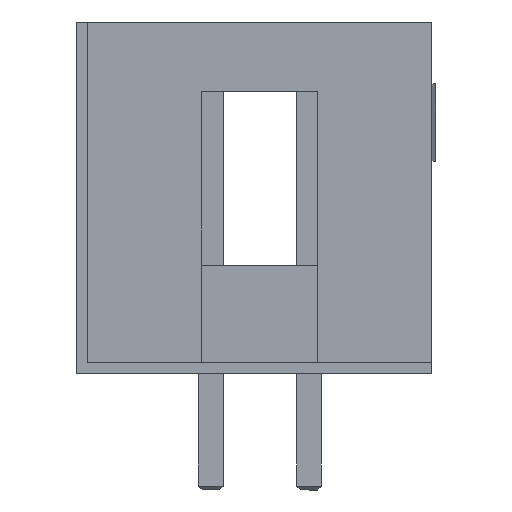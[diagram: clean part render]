
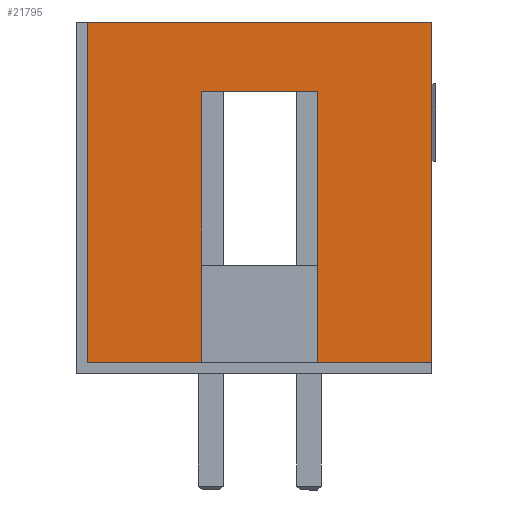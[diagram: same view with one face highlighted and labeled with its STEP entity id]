
A CAD part, left-side view. The second image highlights one B-rep face of the part: STEP entity #21795.
In plain terms, the highlighted planar face has unit normal (-1, 0, 0).
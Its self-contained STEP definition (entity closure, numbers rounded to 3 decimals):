
#836 = EDGE_CURVE ( 'NONE', #1829, #2617, #6269, .T. ) ;
#840 = EDGE_CURVE ( 'NONE', #2620, #1909, #6281, .T. ) ;
#867 = EDGE_CURVE ( 'NONE', #1833, #1910, #6362, .T. ) ;
#868 = EDGE_CURVE ( 'NONE', #2641, #2617, #6365, .T. ) ;
#869 = EDGE_CURVE ( 'NONE', #2642, #2620, #6368, .T. ) ;
#870 = EDGE_CURVE ( 'NONE', #2641, #2642, #6371, .T. ) ;
#1829 = VERTEX_POINT ( 'NONE', #7247 ) ;
#1833 = VERTEX_POINT ( 'NONE', #7251 ) ;
#1909 = VERTEX_POINT ( 'NONE', #7327 ) ;
#1910 = VERTEX_POINT ( 'NONE', #7328 ) ;
#2278 = ORIENTED_EDGE ( 'NONE', *, *, #18703, .F. ) ;
#2280 = ORIENTED_EDGE ( 'NONE', *, *, #868, .T. ) ;
#2281 = ORIENTED_EDGE ( 'NONE', *, *, #867, .T. ) ;
#2282 = ORIENTED_EDGE ( 'NONE', *, *, #836, .F. ) ;
#2283 = ORIENTED_EDGE ( 'NONE', *, *, #4154, .T. ) ;
#2284 = ORIENTED_EDGE ( 'NONE', *, *, #840, .F. ) ;
#2285 = ORIENTED_EDGE ( 'NONE', *, *, #869, .F. ) ;
#2287 = ORIENTED_EDGE ( 'NONE', *, *, #870, .F. ) ;
#2617 = VERTEX_POINT ( 'NONE', #7383 ) ;
#2620 = VERTEX_POINT ( 'NONE', #7386 ) ;
#2641 = VERTEX_POINT ( 'NONE', #7407 ) ;
#2642 = VERTEX_POINT ( 'NONE', #7408 ) ;
#4050 = EDGE_LOOP ( 'NONE', ( #2280, #2282, #2278, #2281, #2283, #2284, #2285, #2287 ) ) ;
#4154 = EDGE_CURVE ( 'NONE', #1910, #1909, #7968, .T. ) ;
#6269 = LINE ( 'NONE', #6270, #22538 ) ;
#6270 = CARTESIAN_POINT ( 'NONE',  ( -5.17, -3.18, 0.3 ) ) ;
#6271 = DIRECTION ( 'NONE',  ( 0., 1., 0. ) ) ;
#6281 = LINE ( 'NONE', #6282, #22542 ) ;
#6282 = CARTESIAN_POINT ( 'NONE',  ( -5.17, -3.18, 0.3 ) ) ;
#6283 = DIRECTION ( 'NONE',  ( 0., 1., 0. ) ) ;
#6362 = LINE ( 'NONE', #6363, #22569 ) ;
#6363 = CARTESIAN_POINT ( 'NONE',  ( -5.17, -3.18, 9.1 ) ) ;
#6364 = DIRECTION ( 'NONE',  ( 0., 1., 0. ) ) ;
#6365 = LINE ( 'NONE', #6366, #22570 ) ;
#6366 = CARTESIAN_POINT ( 'NONE',  ( -5.17, -0.23, 7.3 ) ) ;
#6367 = DIRECTION ( 'NONE',  ( 0., 0., -1. ) ) ;
#6368 = LINE ( 'NONE', #6369, #22571 ) ;
#6369 = CARTESIAN_POINT ( 'NONE',  ( -5.17, 2.77, 7.3 ) ) ;
#6370 = DIRECTION ( 'NONE',  ( 0., 0., -1. ) ) ;
#6371 = LINE ( 'NONE', #6372, #22572 ) ;
#6372 = CARTESIAN_POINT ( 'NONE',  ( -5.17, 0., 7.3 ) ) ;
#6373 = DIRECTION ( 'NONE',  ( 0., 1., 0. ) ) ;
#7247 = CARTESIAN_POINT ( 'NONE',  ( -5.17, -3.18, 0.3 ) ) ;
#7251 = CARTESIAN_POINT ( 'NONE',  ( -5.17, -3.18, 9.1 ) ) ;
#7327 = CARTESIAN_POINT ( 'NONE',  ( -5.17, 5.72, 0.3 ) ) ;
#7328 = CARTESIAN_POINT ( 'NONE',  ( -5.17, 5.72, 9.1 ) ) ;
#7383 = CARTESIAN_POINT ( 'NONE',  ( -5.17, -0.23, 0.3 ) ) ;
#7386 = CARTESIAN_POINT ( 'NONE',  ( -5.17, 2.77, 0.3 ) ) ;
#7407 = CARTESIAN_POINT ( 'NONE',  ( -5.17, -0.23, 7.3 ) ) ;
#7408 = CARTESIAN_POINT ( 'NONE',  ( -5.17, 2.77, 7.3 ) ) ;
#7968 = LINE ( 'NONE', #7969, #22832 ) ;
#7969 = CARTESIAN_POINT ( 'NONE',  ( -5.17, 5.72, 9.1 ) ) ;
#7970 = DIRECTION ( 'NONE',  ( 0., 0., -1. ) ) ;
#8620 = LINE ( 'NONE', #8621, #20377 ) ;
#8621 = CARTESIAN_POINT ( 'NONE',  ( -5.17, -3.18, 9.1 ) ) ;
#8622 = DIRECTION ( 'NONE',  ( 0., 0., -1. ) ) ;
#13459 = PLANE ( 'NONE',  #18450 ) ;
#13460 = CARTESIAN_POINT ( 'NONE',  ( -5.17, -3.18, 9.1 ) ) ;
#13461 = DIRECTION ( 'NONE',  ( -1., 0., 0. ) ) ;
#13462 = DIRECTION ( 'NONE',  ( 0., -1., 0. ) ) ;
#18447 = FACE_OUTER_BOUND ( 'NONE', #4050, .T. ) ;
#18450 = AXIS2_PLACEMENT_3D ( 'NONE', #13460, #13461, #13462 ) ;
#18703 = EDGE_CURVE ( 'NONE', #1833, #1829, #8620, .T. ) ;
#20377 = VECTOR ( 'NONE', #8622, 1000. ) ;
#21795 = ADVANCED_FACE ( 'NONE', ( #18447 ), #13459, .T. ) ;
#22538 = VECTOR ( 'NONE', #6271, 1000. ) ;
#22542 = VECTOR ( 'NONE', #6283, 1000. ) ;
#22569 = VECTOR ( 'NONE', #6364, 1000. ) ;
#22570 = VECTOR ( 'NONE', #6367, 1000. ) ;
#22571 = VECTOR ( 'NONE', #6370, 1000. ) ;
#22572 = VECTOR ( 'NONE', #6373, 1000. ) ;
#22832 = VECTOR ( 'NONE', #7970, 1000. ) ;
